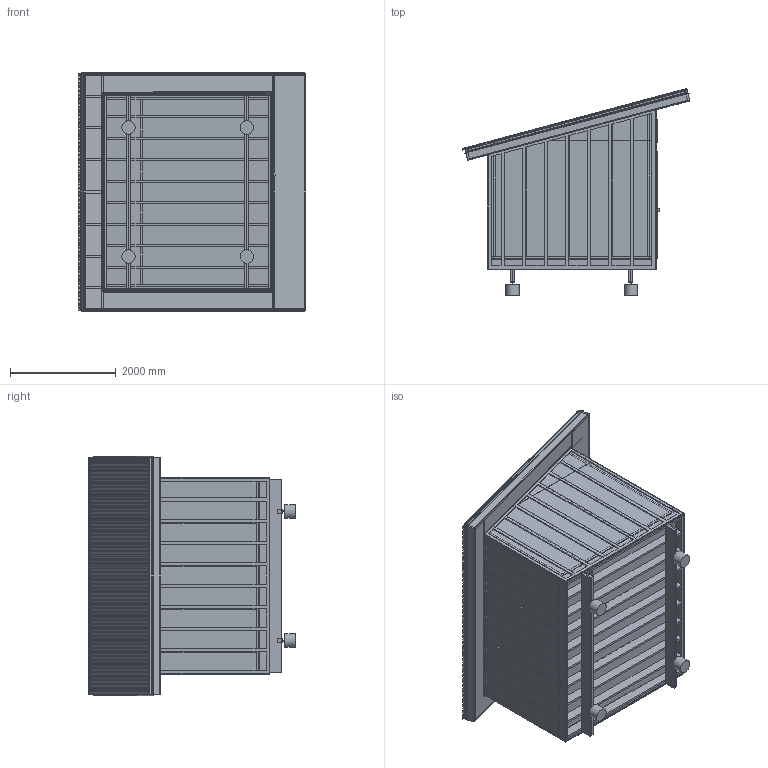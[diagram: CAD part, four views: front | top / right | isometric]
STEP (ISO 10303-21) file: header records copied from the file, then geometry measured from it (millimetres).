
FILE_DESCRIPTION(/* description */ (''),/* implementation_level */ '2;1');
FILE_NAME(/* name */ 'Assembly_Without_Siding.stp',/* time_stamp */ '2019-07-05T13:01:37-04:00',/* author */ ('ub0303v'),/* organization */ (''),/* preprocessor_version */ 'ST-DEVELOPER v15.2',/* originating_system */ 'Autodesk Inventor 2014',/* authorisation */ '');
FILE_SCHEMA (('AUTOMOTIVE_DESIGN { 1 0 10303 214 3 1 1 }'));
Length unit declared in the file: inch
Products named in the file (75): 2x10x144_traite; patte_metal_beton; sonotube; Support; 2x8x144; 2x8x120; 2x8x14.5; 2x8x12.25; Plancher; plywood_.75_4x8; plywood_.75_4x27; planche_plancher; 2x4x96; 2x4x48; 2x4x88.787; 2x4x96_angle15; 2x4x48_angle15; mur_arriere_remise; 2x8x168; panneau_aglomere_.5_4x8; panneau_aglomere_.5_4x40; 2x8x176; panneau_aglomere_.5_4x75; panneau_aglomere_.5_4x75-1; toit_remise; 2x4x54.5; 2x4xfront_remise; 2x4x86.5; 2x4x35; 2x4x6.75; 2x4x32.375; Mur_front; 2x4x116; 2x4x120_1; 2x4xcote-1; 2x4xcote-2; 2x4xcote-3; 2x4xcote-4; 2x4xcote-5; 2x4xcote-6 ...
Bounding box: 4306.04 x 3910.24 x 4516.27 mm (x, y, z)
Volume: 2540660001.6 mm3; surface area: 319451607.9 mm2
Topology: 169 solids, 169 shells, 3333 faces, 6972 edges, 3987 vertices
Faces by surface type: plane 2813, cylinder 519, sphere 1
Full cylindrical faces by diameter (mm): 19.05 x4, 25.4 x1, 254 x4
Entity records: 41459 total; most frequent: DIRECTION 7066, CARTESIAN_POINT 6865, ORIENTED_EDGE 6450, EDGE_CURVE 3225, LINE 2796, VECTOR 2796, AXIS2_PLACEMENT_3D 2135, VERTEX_POINT 1894
